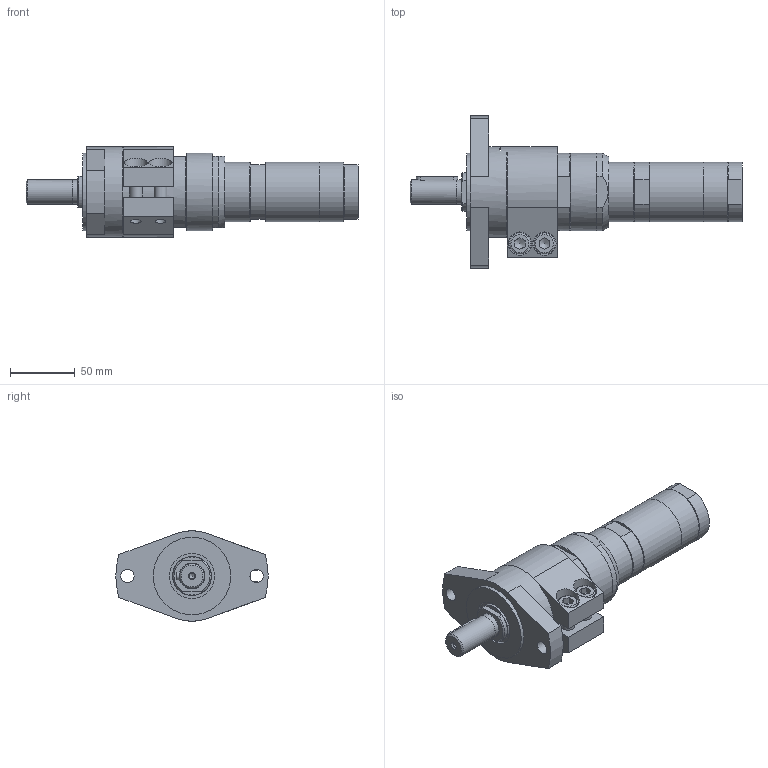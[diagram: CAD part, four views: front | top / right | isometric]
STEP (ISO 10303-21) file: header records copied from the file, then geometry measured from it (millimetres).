
FILE_DESCRIPTION(/* description */ (''),/* implementation_level */ '2;1');
FILE_NAME(/* name */ 'MUD 53-110 F100_60031237.stp',/* time_stamp */ '2018-12-03T13:17:16+01:00',/* author */ ('flambert'),/* organization */ (''),/* preprocessor_version */ 'ST-DEVELOPER v17',/* originating_system */ 'Autodesk Inventor 2018',/* authorisation */ '');
FILE_SCHEMA (('AUTOMOTIVE_DESIGN { 1 0 10303 214 3 1 1 }'));
Length unit declared in the file: millimetre
Products named in the file (1): MUD 53-110 F100_60031237
Bounding box: 257 x 118 x 70 mm (x, y, z)
Volume: 610105.6 mm3; surface area: 74448.5 mm2
Topology: 1 solids, 6 shells, 277 faces, 745 edges, 502 vertices
Faces by surface type: plane 157, cylinder 65, cone 37, torus 9, bspline 7, sphere 2
Full cylindrical faces by diameter (mm): 1.55 x2, 3.6 x1, 4 x1, 4.134 x1, 5 x1, 5.5 x1, 8.376 x2, 10 x2, 10.3 x2, 10.5 x2, 11.445 x2, 16 x2, 18 x2, 18.631 x1, 18.8 x1, 19 x1, 29.95 x1, 35 x1, 36.5 x1, 40 x2, 46 x3, 46.5 x1, 55.178 x1, 60 x2, 70 x1
Entity records: 9330 total; most frequent: CARTESIAN_POINT 1810, DIRECTION 1520, ORIENTED_EDGE 1484, EDGE_CURVE 742, AXIS2_PLACEMENT_3D 573, VERTEX_POINT 502, LINE 374, VECTOR 374
